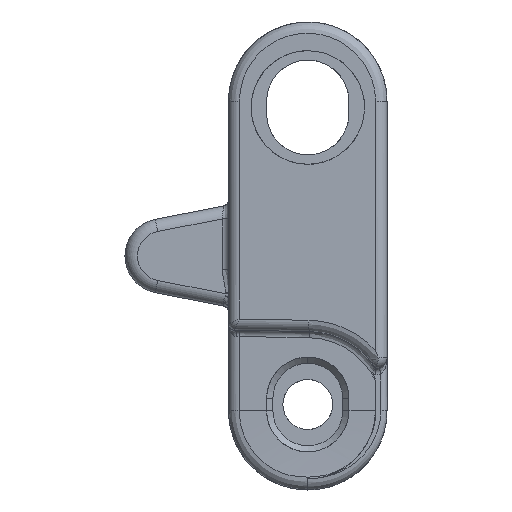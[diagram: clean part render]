
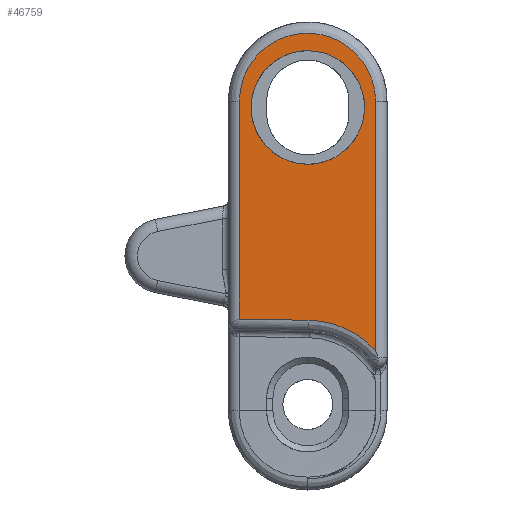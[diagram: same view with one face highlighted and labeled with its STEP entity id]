
A CAD part, left-side view. The second image highlights one B-rep face of the part: STEP entity #46759.
In plain terms, the highlighted planar face has unit normal (-0.999, 0.035, 0).
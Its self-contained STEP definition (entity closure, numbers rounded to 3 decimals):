
#511 = FACE_OUTER_BOUND ( 'NONE', #25444, .T. ) ;
#1443 = VECTOR ( 'NONE', #72985, 1000. ) ;
#1643 = FACE_BOUND ( 'NONE', #23637, .T. ) ;
#2182 = CARTESIAN_POINT ( 'NONE',  ( -95.02, -0.869, 12.4 ) ) ;
#2261 = VERTEX_POINT ( 'NONE', #57008 ) ;
#3436 =( BOUNDED_CURVE ( )  B_SPLINE_CURVE ( 3, ( #28354, #16414, #56807, #75296 ),
 .UNSPECIFIED., .F., .F. ) 
 B_SPLINE_CURVE_WITH_KNOTS ( ( 4, 4 ),
 ( 4.712, 7.854 ),
 .UNSPECIFIED. ) 
 CURVE ( )  GEOMETRIC_REPRESENTATION_ITEM ( )  RATIONAL_B_SPLINE_CURVE ( ( 1., 0.333, 0.333, 1. ) ) 
 REPRESENTATION_ITEM ( '' )  );
#5077 = CARTESIAN_POINT ( 'NONE',  ( -95.529, -15.45, 16.45 ) ) ;
#7073 =( BOUNDED_CURVE ( )  B_SPLINE_CURVE ( 3, ( #46983, #5077, #12384, #35089 ),
 .UNSPECIFIED., .F., .F. ) 
 B_SPLINE_CURVE_WITH_KNOTS ( ( 4, 4 ),
 ( 1.571, 4.712 ),
 .UNSPECIFIED. ) 
 CURVE ( )  GEOMETRIC_REPRESENTATION_ITEM ( )  RATIONAL_B_SPLINE_CURVE ( ( 1., 0.333, 0.333, 1. ) ) 
 REPRESENTATION_ITEM ( '' )  );
#7346 =( BOUNDED_CURVE ( )  B_SPLINE_CURVE ( 3, ( #28317, #63302, #34459, #9485 ),
 .UNSPECIFIED., .F., .F. ) 
 B_SPLINE_CURVE_WITH_KNOTS ( ( 4, 4 ),
 ( 3.877, 4.695 ),
 .UNSPECIFIED. ) 
 CURVE ( )  GEOMETRIC_REPRESENTATION_ITEM ( )  RATIONAL_B_SPLINE_CURVE ( ( 1., 0.945, 0.945, 1. ) ) 
 REPRESENTATION_ITEM ( '' )  );
#7983 = CARTESIAN_POINT ( 'NONE',  ( -95.02, -0.869, 18.8 ) ) ;
#9485 = CARTESIAN_POINT ( 'NONE',  ( -95.215, -6.447, -5.151 ) ) ;
#10656 =( BOUNDED_CURVE ( )  B_SPLINE_CURVE ( 3, ( #2182, #37937, #31045, #54507 ),
 .UNSPECIFIED., .F., .F. ) 
 B_SPLINE_CURVE_WITH_KNOTS ( ( 4, 4 ),
 ( 0., 3.142 ),
 .UNSPECIFIED. ) 
 CURVE ( )  GEOMETRIC_REPRESENTATION_ITEM ( )  RATIONAL_B_SPLINE_CURVE ( ( 1., 0.333, 0.333, 1. ) ) 
 REPRESENTATION_ITEM ( '' )  );
#11878 = CARTESIAN_POINT ( 'NONE',  ( -95.02, -0.869, 12.4 ) ) ;
#12324 = CARTESIAN_POINT ( 'NONE',  ( -95.4, -11.769, 18.8 ) ) ;
#12384 = CARTESIAN_POINT ( 'NONE',  ( -95.529, -15.45, 7.35 ) ) ;
#16414 = CARTESIAN_POINT ( 'NONE',  ( -94.893, 2.75, 7.35 ) ) ;
#17389 = EDGE_CURVE ( 'NONE', #48547, #49080, #7073, .T. ) ;
#17681 = VECTOR ( 'NONE', #35790, 1000. ) ;
#18732 = VERTEX_POINT ( 'NONE', #27639 ) ;
#21436 = ORIENTED_EDGE ( 'NONE', *, *, #55168, .F. ) ;
#21824 = DIRECTION ( 'NONE',  ( 0.035, 0.999, 0.017 ) ) ;
#23637 = EDGE_LOOP ( 'NONE', ( #70851, #26855 ) ) ;
#24664 = CARTESIAN_POINT ( 'NONE',  ( -95.02, -0.869, -5.054 ) ) ;
#24765 = EDGE_CURVE ( 'NONE', #52926, #45361, #10656, .T. ) ;
#24965 = EDGE_CURVE ( 'NONE', #52926, #73358, #61433, .T. ) ;
#25444 = EDGE_LOOP ( 'NONE', ( #53076, #21436, #35238, #67125, #30574 ) ) ;
#26855 = ORIENTED_EDGE ( 'NONE', *, *, #17389, .T. ) ;
#27639 = CARTESIAN_POINT ( 'NONE',  ( -95.4, -11.769, -7.568 ) ) ;
#28317 = CARTESIAN_POINT ( 'NONE',  ( -95.4, -11.769, -7.568 ) ) ;
#28354 = CARTESIAN_POINT ( 'NONE',  ( -95.211, -6.35, 7.35 ) ) ;
#30435 = LINE ( 'NONE', #12324, #17681 ) ;
#30574 = ORIENTED_EDGE ( 'NONE', *, *, #24765, .F. ) ;
#31045 = CARTESIAN_POINT ( 'NONE',  ( -95.4, -11.769, 23.3 ) ) ;
#34459 = CARTESIAN_POINT ( 'NONE',  ( -95.287, -8.508, -5.187 ) ) ;
#34873 = CARTESIAN_POINT ( 'NONE',  ( -95.211, -6.35, 16.45 ) ) ;
#35089 = CARTESIAN_POINT ( 'NONE',  ( -95.211, -6.35, 7.35 ) ) ;
#35238 = ORIENTED_EDGE ( 'NONE', *, *, #60323, .F. ) ;
#35790 = DIRECTION ( 'NONE',  ( 0., 0., -1. ) ) ;
#36452 = CARTESIAN_POINT ( 'NONE',  ( -95.4, -11.769, 12.4 ) ) ;
#37937 = CARTESIAN_POINT ( 'NONE',  ( -95.02, -0.869, 23.3 ) ) ;
#39909 = AXIS2_PLACEMENT_3D ( 'NONE', #66269, #41643, #71661 ) ;
#41643 = DIRECTION ( 'NONE',  ( -0.999, 0.035, 0. ) ) ;
#45361 = VERTEX_POINT ( 'NONE', #36452 ) ;
#46503 = CARTESIAN_POINT ( 'NONE',  ( -95.211, -6.35, 7.35 ) ) ;
#46759 = ADVANCED_FACE ( 'NONE', ( #511, #1643 ), #48560, .T. ) ;
#46983 = CARTESIAN_POINT ( 'NONE',  ( -95.211, -6.35, 16.45 ) ) ;
#47100 = EDGE_CURVE ( 'NONE', #45361, #18732, #30435, .T. ) ;
#48547 = VERTEX_POINT ( 'NONE', #34873 ) ;
#48560 = PLANE ( 'NONE',  #39909 ) ;
#49080 = VERTEX_POINT ( 'NONE', #46503 ) ;
#52306 = VECTOR ( 'NONE', #21824, 1000. ) ;
#52926 = VERTEX_POINT ( 'NONE', #11878 ) ;
#53076 = ORIENTED_EDGE ( 'NONE', *, *, #24965, .T. ) ;
#54507 = CARTESIAN_POINT ( 'NONE',  ( -95.4, -11.769, 12.4 ) ) ;
#55168 = EDGE_CURVE ( 'NONE', #2261, #73358, #73412, .T. ) ;
#56807 = CARTESIAN_POINT ( 'NONE',  ( -94.893, 2.75, 16.45 ) ) ;
#57008 = CARTESIAN_POINT ( 'NONE',  ( -95.215, -6.447, -5.151 ) ) ;
#60323 = EDGE_CURVE ( 'NONE', #18732, #2261, #7346, .T. ) ;
#61433 = LINE ( 'NONE', #7983, #1443 ) ;
#63302 = CARTESIAN_POINT ( 'NONE',  ( -95.352, -10.385, -6.04 ) ) ;
#66269 = CARTESIAN_POINT ( 'NONE',  ( -95.433, -12.7, 1. ) ) ;
#67125 = ORIENTED_EDGE ( 'NONE', *, *, #47100, .F. ) ;
#70851 = ORIENTED_EDGE ( 'NONE', *, *, #76006, .T. ) ;
#71661 = DIRECTION ( 'NONE',  ( -0.035, -0.999, 0. ) ) ;
#72985 = DIRECTION ( 'NONE',  ( 0., 0., -1. ) ) ;
#73358 = VERTEX_POINT ( 'NONE', #24664 ) ;
#73412 = LINE ( 'NONE', #74545, #52306 ) ;
#74545 = CARTESIAN_POINT ( 'NONE',  ( -95.429, -12.591, -5.258 ) ) ;
#75296 = CARTESIAN_POINT ( 'NONE',  ( -95.211, -6.35, 16.45 ) ) ;
#76006 = EDGE_CURVE ( 'NONE', #49080, #48547, #3436, .T. ) ;
